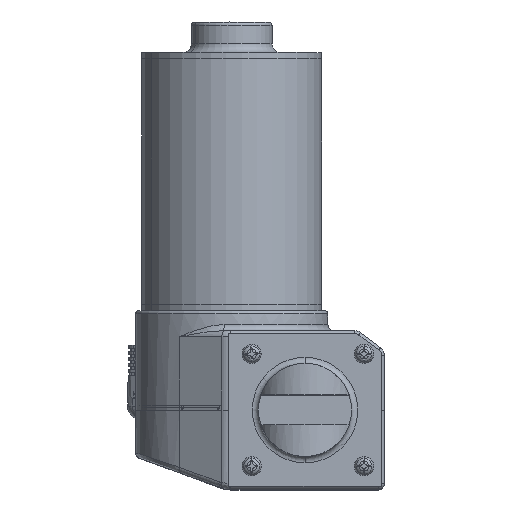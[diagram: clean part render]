
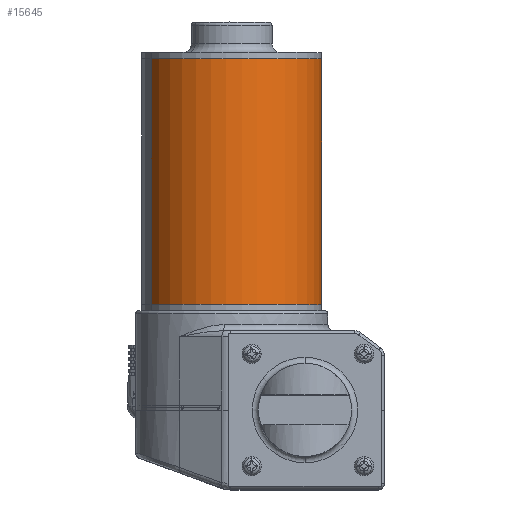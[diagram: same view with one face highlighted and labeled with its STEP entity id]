
A CAD part, top view. The second image highlights one B-rep face of the part: STEP entity #15645.
In plain terms, the highlighted cylindrical face has radius 29.5 mm (diameter 59 mm), a partial arc.
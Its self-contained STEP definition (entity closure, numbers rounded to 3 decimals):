
#75 = CARTESIAN_POINT ( 'NONE',  ( -29.5, 0., 80.5 ) ) ;
#360 = DIRECTION ( 'NONE',  ( -1., 0., 0. ) ) ;
#490 = VERTEX_POINT ( 'NONE', #75 ) ;
#1511 = VECTOR ( 'NONE', #17668, 1000. ) ;
#3058 = CIRCLE ( 'NONE', #3654, 29.5 ) ;
#3393 = CARTESIAN_POINT ( 'NONE',  ( 0., 0., 80.5 ) ) ;
#3654 = AXIS2_PLACEMENT_3D ( 'NONE', #3393, #20200, #5804 ) ;
#5170 = DIRECTION ( 'NONE',  ( 0., 0., -1. ) ) ;
#5728 = CARTESIAN_POINT ( 'NONE',  ( -29.5, 0., 0. ) ) ;
#5804 = DIRECTION ( 'NONE',  ( 1., 0., 0. ) ) ;
#5814 = ORIENTED_EDGE ( 'NONE', *, *, #11068, .T. ) ;
#7877 = LINE ( 'NONE', #24817, #1511 ) ;
#9148 = VECTOR ( 'NONE', #9576, 1000. ) ;
#9498 = VERTEX_POINT ( 'NONE', #24412 ) ;
#9576 = DIRECTION ( 'NONE',  ( 0., 0., -1. ) ) ;
#9667 = EDGE_CURVE ( 'NONE', #15510, #490, #3058, .T. ) ;
#10431 = CARTESIAN_POINT ( 'NONE',  ( 0., 0., 0. ) ) ;
#11068 = EDGE_CURVE ( 'NONE', #15510, #9498, #7877, .T. ) ;
#11600 = ORIENTED_EDGE ( 'NONE', *, *, #21751, .T. ) ;
#12836 = DIRECTION ( 'NONE',  ( 1., 0., 0. ) ) ;
#13880 = FACE_OUTER_BOUND ( 'NONE', #26036, .T. ) ;
#15510 = VERTEX_POINT ( 'NONE', #26291 ) ;
#15534 = LINE ( 'NONE', #23999, #9148 ) ;
#15645 = ADVANCED_FACE ( 'NONE', ( #13880 ), #30779, .T. ) ;
#17381 = CIRCLE ( 'NONE', #26308, 29.5 ) ;
#17668 = DIRECTION ( 'NONE',  ( 0., 0., -1. ) ) ;
#20062 = ORIENTED_EDGE ( 'NONE', *, *, #20371, .F. ) ;
#20200 = DIRECTION ( 'NONE',  ( 0., 0., 1. ) ) ;
#20371 = EDGE_CURVE ( 'NONE', #490, #28673, #15534, .T. ) ;
#21751 = EDGE_CURVE ( 'NONE', #9498, #28673, #17381, .T. ) ;
#23999 = CARTESIAN_POINT ( 'NONE',  ( -29.5, 0., 80.5 ) ) ;
#24402 = CARTESIAN_POINT ( 'NONE',  ( 0., 0., 80.5 ) ) ;
#24412 = CARTESIAN_POINT ( 'NONE',  ( 29.5, 0., 0. ) ) ;
#24817 = CARTESIAN_POINT ( 'NONE',  ( 29.5, 0., 80.5 ) ) ;
#26036 = EDGE_LOOP ( 'NONE', ( #27385, #5814, #11600, #20062 ) ) ;
#26291 = CARTESIAN_POINT ( 'NONE',  ( 29.5, 0., 80.5 ) ) ;
#26308 = AXIS2_PLACEMENT_3D ( 'NONE', #10431, #27229, #12836 ) ;
#27229 = DIRECTION ( 'NONE',  ( 0., 0., 1. ) ) ;
#27385 = ORIENTED_EDGE ( 'NONE', *, *, #9667, .F. ) ;
#27516 = AXIS2_PLACEMENT_3D ( 'NONE', #24402, #5170, #360 ) ;
#28673 = VERTEX_POINT ( 'NONE', #5728 ) ;
#30779 = CYLINDRICAL_SURFACE ( 'NONE', #27516, 29.5 ) ;
